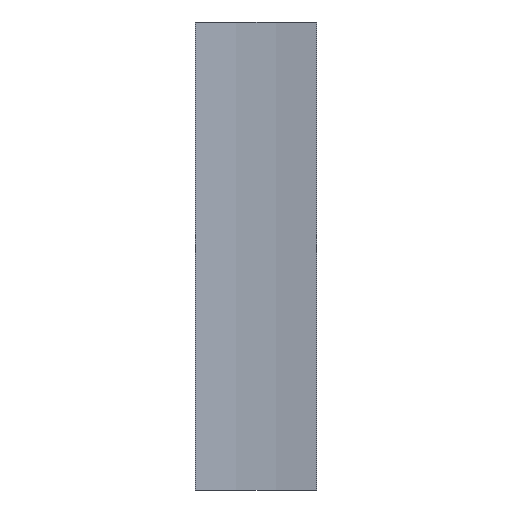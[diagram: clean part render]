
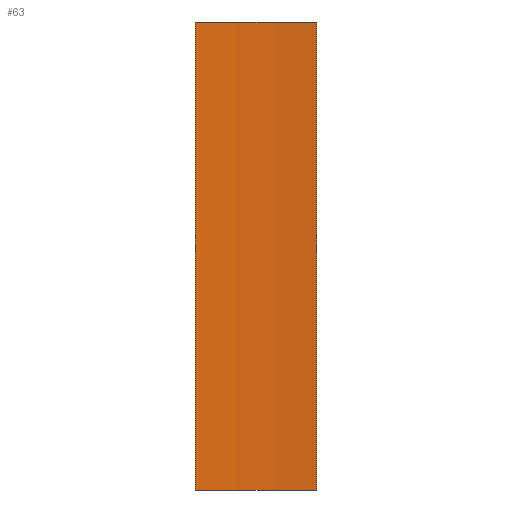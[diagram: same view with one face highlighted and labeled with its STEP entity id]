
A CAD part, front view. The second image highlights one B-rep face of the part: STEP entity #63.
In plain terms, the highlighted cylindrical face has radius 80.518 mm (diameter 161.036 mm), a partial arc.
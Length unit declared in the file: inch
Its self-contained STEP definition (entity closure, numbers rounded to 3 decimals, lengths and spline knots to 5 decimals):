
#21 = CARTESIAN_POINT ( 'NONE',  ( 0.52, -0.27294, 0. ) ) ;
#24 = VERTEX_POINT ( 'NONE', #740 ) ;
#50 = VECTOR ( 'NONE', #339, 39.37008 ) ;
#63 = ADVANCED_FACE ( 'NONE', ( #379 ), #249, .F. ) ;
#78 = EDGE_CURVE ( 'NONE', #24, #128, #681, .T. ) ;
#92 = CARTESIAN_POINT ( 'NONE',  ( -0.52, -0.27294, 4. ) ) ;
#117 = DIRECTION ( 'NONE',  ( 1., 0., 0. ) ) ;
#128 = VERTEX_POINT ( 'NONE', #21 ) ;
#158 = DIRECTION ( 'NONE',  ( 0., 0., -1. ) ) ;
#170 = DIRECTION ( 'NONE',  ( 0., 0., -1. ) ) ;
#177 = EDGE_CURVE ( 'NONE', #253, #383, #714, .T. ) ;
#215 = CARTESIAN_POINT ( 'NONE',  ( -0.52, -0.27294, 4. ) ) ;
#223 = LINE ( 'NONE', #92, #636 ) ;
#237 = CARTESIAN_POINT ( 'NONE',  ( 0.52, -0.27294, 4. ) ) ;
#248 = EDGE_CURVE ( 'NONE', #383, #128, #403, .T. ) ;
#249 = CYLINDRICAL_SURFACE ( 'NONE', #372, 3.17 ) ;
#253 = VERTEX_POINT ( 'NONE', #215 ) ;
#308 = DIRECTION ( 'NONE',  ( 0., 0., -1. ) ) ;
#339 = DIRECTION ( 'NONE',  ( 0., 0., -1. ) ) ;
#372 = AXIS2_PLACEMENT_3D ( 'NONE', #605, #308, #905 ) ;
#379 = FACE_OUTER_BOUND ( 'NONE', #567, .T. ) ;
#383 = VERTEX_POINT ( 'NONE', #237 ) ;
#403 = LINE ( 'NONE', #704, #50 ) ;
#490 = ORIENTED_EDGE ( 'NONE', *, *, #78, .T. ) ;
#528 = DIRECTION ( 'NONE',  ( 0., 0., -1. ) ) ;
#535 = AXIS2_PLACEMENT_3D ( 'NONE', #823, #170, #117 ) ;
#567 = EDGE_LOOP ( 'NONE', ( #932, #490, #830, #691 ) ) ;
#590 = DIRECTION ( 'NONE',  ( 1., 0., 0. ) ) ;
#605 = CARTESIAN_POINT ( 'NONE',  ( 0., -3.4, 4. ) ) ;
#636 = VECTOR ( 'NONE', #158, 39.37008 ) ;
#681 = CIRCLE ( 'NONE', #832, 3.17 ) ;
#691 = ORIENTED_EDGE ( 'NONE', *, *, #177, .F. ) ;
#704 = CARTESIAN_POINT ( 'NONE',  ( 0.52, -0.27294, 4. ) ) ;
#714 = CIRCLE ( 'NONE', #535, 3.17 ) ;
#737 = EDGE_CURVE ( 'NONE', #253, #24, #223, .T. ) ;
#740 = CARTESIAN_POINT ( 'NONE',  ( -0.52, -0.27294, 0. ) ) ;
#823 = CARTESIAN_POINT ( 'NONE',  ( 0., -3.4, 4. ) ) ;
#829 = CARTESIAN_POINT ( 'NONE',  ( 0., -3.4, 0. ) ) ;
#830 = ORIENTED_EDGE ( 'NONE', *, *, #248, .F. ) ;
#832 = AXIS2_PLACEMENT_3D ( 'NONE', #829, #528, #590 ) ;
#905 = DIRECTION ( 'NONE',  ( -1., 0., 0. ) ) ;
#932 = ORIENTED_EDGE ( 'NONE', *, *, #737, .T. ) ;
